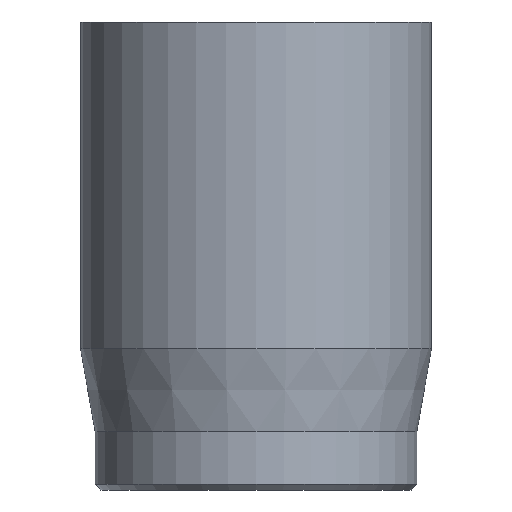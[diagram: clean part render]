
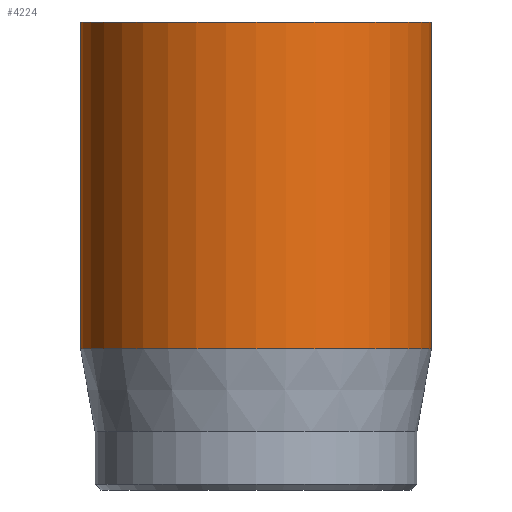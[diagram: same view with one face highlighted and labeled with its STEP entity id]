
A CAD part, front view. The second image highlights one B-rep face of the part: STEP entity #4224.
In plain terms, the highlighted cylindrical face has radius 3 mm (diameter 6 mm), a full revolution.
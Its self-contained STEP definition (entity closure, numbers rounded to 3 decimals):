
#31=CYLINDRICAL_SURFACE('',#4396,3.);
#45=CIRCLE('',#4369,3.);
#57=CIRCLE('',#4394,3.);
#58=CIRCLE('',#4395,3.);
#382=FACE_OUTER_BOUND('',#633,.T.);
#633=EDGE_LOOP('',(#3766,#3767,#3768,#3769,#3770));
#941=LINE('',#8078,#1255);
#1255=VECTOR('',#4896,3.);
#1940=VERTEX_POINT('',#8029);
#1952=VERTEX_POINT('',#8072);
#1953=VERTEX_POINT('',#8073);
#2544=EDGE_CURVE('',#1940,#1940,#45,.T.);
#2562=EDGE_CURVE('',#1952,#1953,#57,.T.);
#2563=EDGE_CURVE('',#1953,#1952,#58,.T.);
#2565=EDGE_CURVE('',#1940,#1952,#941,.T.);
#3766=ORIENTED_EDGE('',*,*,#2544,.T.);
#3767=ORIENTED_EDGE('',*,*,#2565,.T.);
#3768=ORIENTED_EDGE('',*,*,#2562,.T.);
#3769=ORIENTED_EDGE('',*,*,#2563,.T.);
#3770=ORIENTED_EDGE('',*,*,#2565,.F.);
#4224=ADVANCED_FACE('',(#382),#31,.T.);
#4369=AXIS2_PLACEMENT_3D('',#8030,#4833,#4834);
#4394=AXIS2_PLACEMENT_3D('',#8074,#4889,#4890);
#4395=AXIS2_PLACEMENT_3D('',#8075,#4891,#4892);
#4396=AXIS2_PLACEMENT_3D('',#8077,#4894,#4895);
#4833=DIRECTION('center_axis',(0.,0.,-1.));
#4834=DIRECTION('ref_axis',(-1.,0.,0.));
#4889=DIRECTION('center_axis',(0.,0.,1.));
#4890=DIRECTION('ref_axis',(-1.,0.,0.));
#4891=DIRECTION('center_axis',(0.,0.,1.));
#4892=DIRECTION('ref_axis',(-1.,0.,0.));
#4894=DIRECTION('center_axis',(0.,0.,1.));
#4895=DIRECTION('ref_axis',(-1.,0.,0.));
#4896=DIRECTION('',(0.,0.,-1.));
#8029=CARTESIAN_POINT('',(3.,0.,8.));
#8030=CARTESIAN_POINT('Origin',(0.,0.,8.));
#8072=CARTESIAN_POINT('',(3.,0.,2.418));
#8073=CARTESIAN_POINT('',(-3.,0.,2.418));
#8074=CARTESIAN_POINT('Origin',(0.,0.,2.418));
#8075=CARTESIAN_POINT('Origin',(0.,0.,2.418));
#8077=CARTESIAN_POINT('Origin',(0.,0.,0.));
#8078=CARTESIAN_POINT('',(3.,0.,0.));
